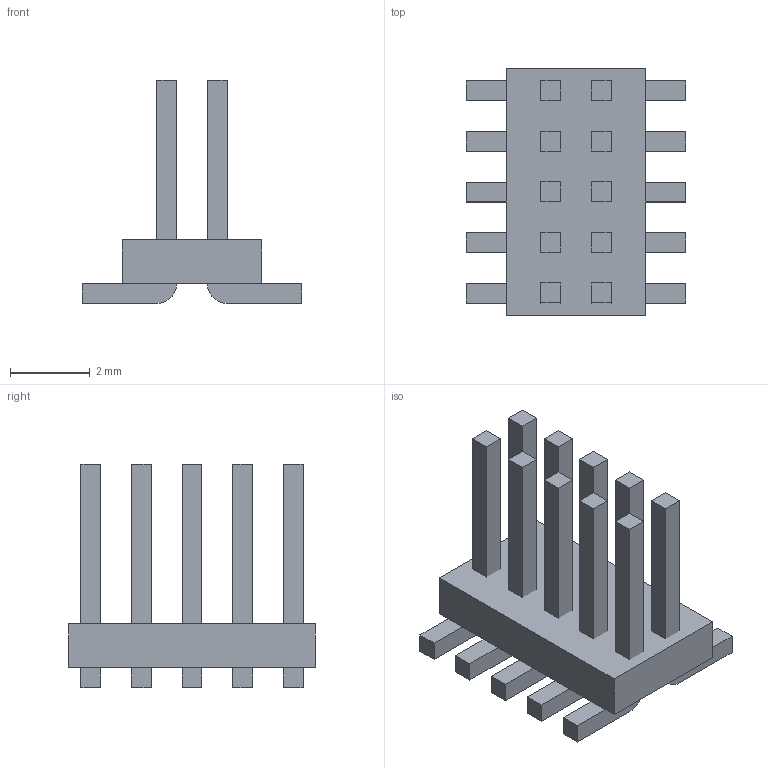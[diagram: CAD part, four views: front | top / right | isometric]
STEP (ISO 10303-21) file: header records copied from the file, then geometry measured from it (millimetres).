
FILE_DESCRIPTION(/* description */ (''),/* implementation_level */ '2;1');
FILE_NAME(/* name */ 'SMD 1.27mm Male 2x5 header v4.step',/* time_stamp */ '2018-06-11T22:45:20+01:00',/* author */ ('eric.n.tech'),/* organization */ (''),/* preprocessor_version */ 'ST-DEVELOPER v17',/* originating_system */ 'Autodesk Translation Framework v7.1.0.215',/* authorisation */ '');
FILE_SCHEMA (('AUTOMOTIVE_DESIGN { 1 0 10303 214 3 1 1 }'));
Length unit declared in the file: millimetre
Products named in the file (1): SMD 1.27mm Male 2x5 header
Bounding box: 5.5 x 6.2 x 5.6 mm (x, y, z)
Volume: 42.3 mm3; surface area: 216.9 mm2
Topology: 11 solids, 11 shells, 116 faces, 282 edges, 188 vertices
Faces by surface type: plane 106, cylinder 10
Entity records: 3383 total; most frequent: CARTESIAN_POINT 587, ORIENTED_EDGE 564, DIRECTION 536, EDGE_CURVE 282, LINE 262, VECTOR 262, VERTEX_POINT 188, AXIS2_PLACEMENT_3D 137
